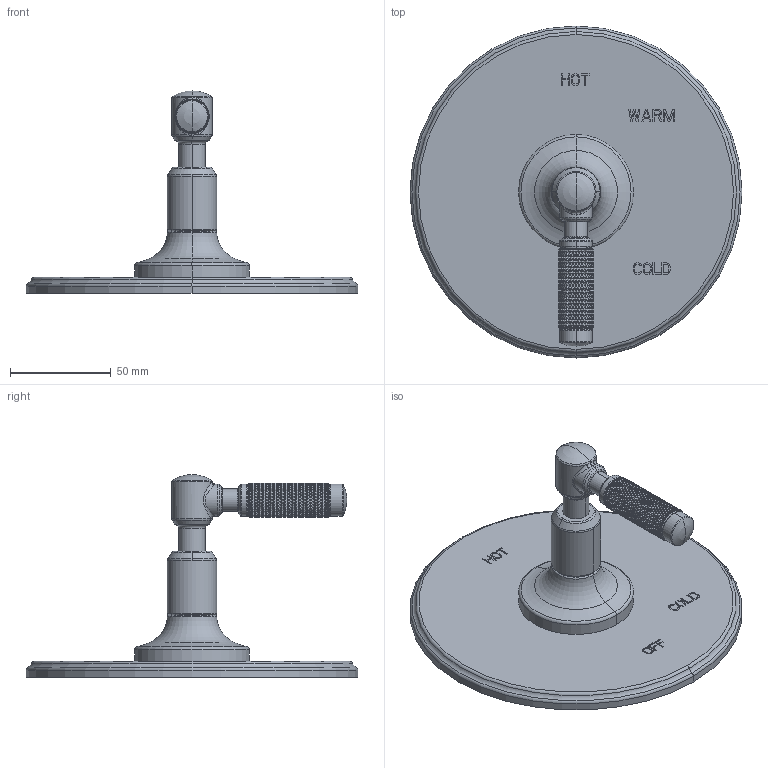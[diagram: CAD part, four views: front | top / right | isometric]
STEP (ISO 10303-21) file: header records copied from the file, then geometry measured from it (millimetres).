
FILE_DESCRIPTION((''),'2;1');
FILE_NAME('4-3254BP','2024-07-31T16:20:39',('rsmith'),(''),'CREO PARAMETRIC BY PTC INC, 2023134','CREO PARAMETRIC BY PTC INC, 2023134','');
FILE_SCHEMA(('CONFIG_CONTROL_DESIGN'));
Length unit declared in the file: inch
Products named in the file (1): 4-3254BP
Bounding box: 165.1 x 165.1 x 100.76 mm (x, y, z)
Volume: 98765.8 mm3; surface area: 59365.3 mm2
Topology: 1 solids, 1 shells, 5501 faces, 11415 edges, 5940 vertices
Faces by surface type: bspline 4086, cylinder 1009, plane 336, torus 58, cone 8, sphere 4
Entity records: 214681 total; most frequent: CARTESIAN_POINT 134104, ORIENTED_EDGE 22822, EDGE_CURVE 11411, B_SPLINE_CURVE_WITH_KNOTS 10212, VERTEX_POINT 5940, EDGE_LOOP 5529, FACE_OUTER_BOUND 5501, ADVANCED_FACE 5501
